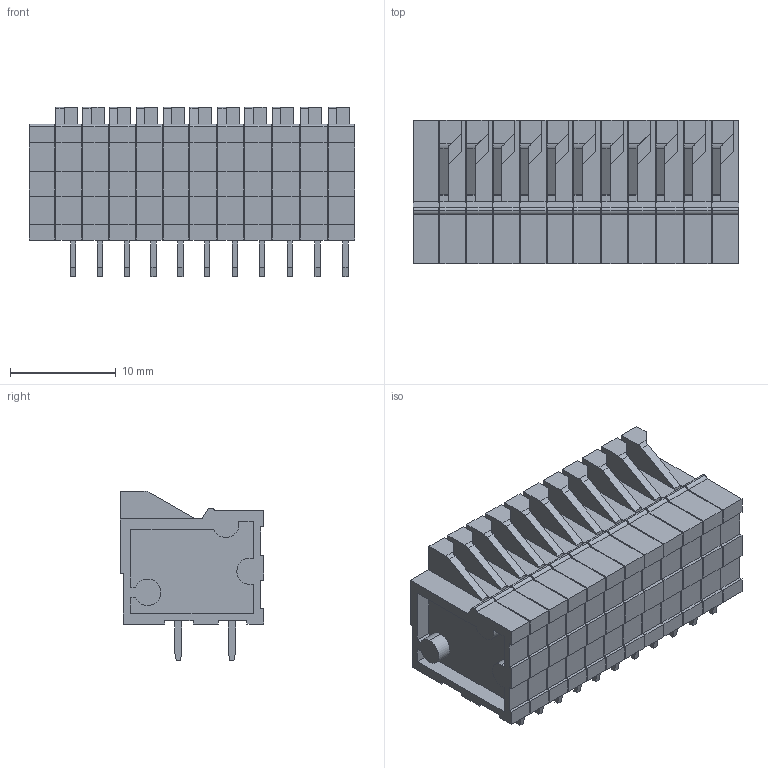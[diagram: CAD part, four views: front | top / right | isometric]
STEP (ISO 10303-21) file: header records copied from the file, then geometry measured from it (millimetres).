
FILE_DESCRIPTION(('TFLEX Exchange Step'),'2;1');
FILE_NAME('DG141R-11-2.54.step', '2021-03-16T14:11:57+04:00',('User'),('Unknown organisation'),'TFLEX Exchange 2019.0','T-FLEX CAD','Unknown authorisation');
FILE_SCHEMA( ('AUTOMOTIVE_DESIGN { 1 0 10303 214 1 1 1 1 }') );
Length unit declared in the file: millimetre
Products named in the file (9): Тело_28 - Копия_3:4; Тело_28 - Копия_3:3; Тело_28 - Копия_3:2; Тело_28 - Копия_3:1; Тело_11 - Внешняя модель_11:2; Тело_12 - Внешняя модель_12:2; Тело_20 - Внешняя модель_20:2; Тело_14 - Внешняя модель_14:2; BUFFER:000000FC3E78C210 
Assembly tree (28 placements, depth 2):
  BUFFER:000000FC3E78C210 
    Тело_28 - Копия_3:4  x5
    Тело_28 - Копия_3:3  x5
    Тело_28 - Копия_3:2  x5
    Тело_28 - Копия_3:1  x5
    Тело_11 - Внешняя модель_11:2  x2
    Тело_12 - Внешняя модель_12:2  x2
    Тело_20 - Внешняя модель_20:2  x2
    Тело_14 - Внешняя модель_14:2  x2
Bounding box: 30.88 x 13.6 x 16.1 mm (x, y, z)
Volume: 3866 mm3; surface area: 6336.7 mm2
Topology: 45 solids, 45 shells, 843 faces, 2134 edges, 1408 vertices
Faces by surface type: plane 744, cylinder 66, cone 33
Full cylindrical faces by diameter (mm): 1.5 x15, 1.6 x11
Entity records: 14502 total; most frequent: CARTESIAN_POINT 2647, ORIENTED_EDGE 2406, DIRECTION 2301, EDGE_CURVE 1203, VECTOR 1081, LINE 1081, VERTEX_POINT 794, AXIS2_PLACEMENT_3D 610
